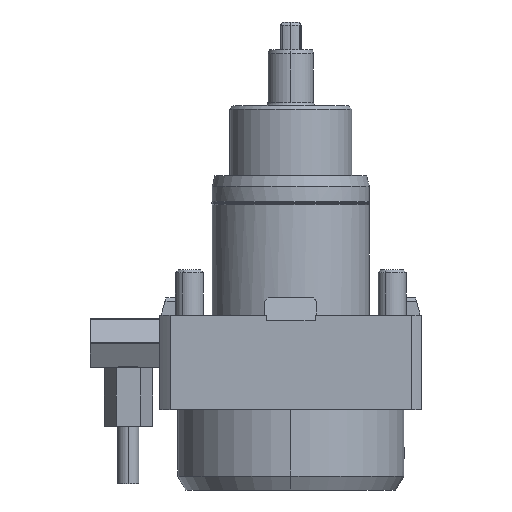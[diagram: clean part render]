
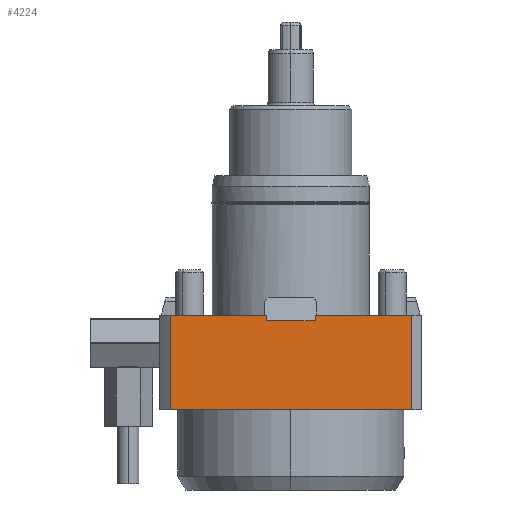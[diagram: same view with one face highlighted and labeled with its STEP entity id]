
A CAD part, front view. The second image highlights one B-rep face of the part: STEP entity #4224.
In plain terms, the highlighted planar face has unit normal (0, -1, 0).
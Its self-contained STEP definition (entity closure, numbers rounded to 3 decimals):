
#251=CARTESIAN_POINT('',(-7.,-37.5,-1.5));
#252=VERTEX_POINT('',#251);
#259=CARTESIAN_POINT('',(-7.,-37.5,0.));
#260=VERTEX_POINT('',#259);
#267=CARTESIAN_POINT('',(-7.,-37.5,0.));
#268=DIRECTION('',(0.,0.,-1.));
#269=VECTOR('',#268,1.5);
#270=LINE('',#267,#269);
#271=EDGE_CURVE('',#260,#252,#270,.T.);
#281=CARTESIAN_POINT('',(7.,-37.5,-1.5));
#282=VERTEX_POINT('',#281);
#291=CARTESIAN_POINT('',(7.,-37.5,0.));
#292=VERTEX_POINT('',#291);
#293=CARTESIAN_POINT('',(7.,-37.5,-1.5));
#294=DIRECTION('',(0.,-0.,1.));
#295=VECTOR('',#294,1.5);
#296=LINE('',#293,#295);
#297=EDGE_CURVE('',#282,#292,#296,.T.);
#408=CARTESIAN_POINT('',(-7.,-37.5,-1.5));
#409=DIRECTION('',(1.,-0.,-0.));
#410=VECTOR('',#409,14.);
#411=LINE('',#408,#410);
#412=EDGE_CURVE('',#252,#282,#411,.T.);
#786=CARTESIAN_POINT('',(-34.565,-37.5,-27.));
#787=VERTEX_POINT('',#786);
#788=CARTESIAN_POINT('',(-34.565,-37.5,0.));
#789=VERTEX_POINT('',#788);
#790=CARTESIAN_POINT('',(-34.565,-37.5,-27.));
#791=DIRECTION('',(0.,0.,1.));
#792=VECTOR('',#791,27.);
#793=LINE('',#790,#792);
#794=EDGE_CURVE('',#787,#789,#793,.T.);
#880=CARTESIAN_POINT('',(34.565,-37.5,-27.));
#881=VERTEX_POINT('',#880);
#889=CARTESIAN_POINT('',(-34.565,-37.5,-27.));
#890=DIRECTION('',(1.,-0.,-0.));
#891=VECTOR('',#890,69.13);
#892=LINE('',#889,#891);
#893=EDGE_CURVE('',#787,#881,#892,.T.);
#3972=CARTESIAN_POINT('',(-7.,-37.5,0.));
#3973=DIRECTION('',(-1.,0.,0.));
#3974=VECTOR('',#3973,27.565);
#3975=LINE('',#3972,#3974);
#3976=EDGE_CURVE('',#260,#789,#3975,.T.);
#3989=CARTESIAN_POINT('',(34.565,-37.5,0.));
#3990=VERTEX_POINT('',#3989);
#3991=CARTESIAN_POINT('',(34.565,-37.5,0.));
#3992=DIRECTION('',(-1.,0.,0.));
#3993=VECTOR('',#3992,27.565);
#3994=LINE('',#3991,#3993);
#3995=EDGE_CURVE('',#3990,#292,#3994,.T.);
#4204=CARTESIAN_POINT('',(1.458,-37.5,-4.388));
#4205=DIRECTION('',(-0.,-1.,0.));
#4206=DIRECTION('',(0.873,-0.,-0.487));
#4207=AXIS2_PLACEMENT_3D('',#4204,#4205,#4206);
#4208=PLANE('',#4207);
#4209=ORIENTED_EDGE('',*,*,#412,.F.);
#4210=ORIENTED_EDGE('',*,*,#271,.F.);
#4211=ORIENTED_EDGE('',*,*,#3976,.T.);
#4212=ORIENTED_EDGE('',*,*,#794,.F.);
#4213=ORIENTED_EDGE('',*,*,#893,.T.);
#4214=CARTESIAN_POINT('',(34.565,-37.5,-27.));
#4215=DIRECTION('',(0.,0.,1.));
#4216=VECTOR('',#4215,27.);
#4217=LINE('',#4214,#4216);
#4218=EDGE_CURVE('',#881,#3990,#4217,.T.);
#4219=ORIENTED_EDGE('',*,*,#4218,.T.);
#4220=ORIENTED_EDGE('',*,*,#3995,.T.);
#4221=ORIENTED_EDGE('',*,*,#297,.F.);
#4222=EDGE_LOOP('',(#4209,#4210,#4211,#4212,#4213,#4219,#4220,#4221));
#4223=FACE_BOUND('',#4222,.T.);
#4224=ADVANCED_FACE('',(#4223),#4208,.T.);
